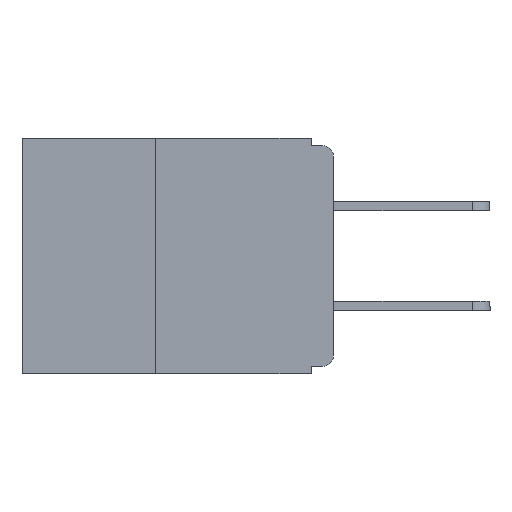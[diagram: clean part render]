
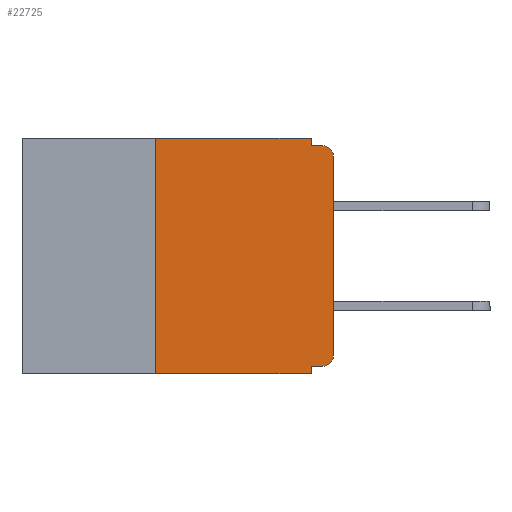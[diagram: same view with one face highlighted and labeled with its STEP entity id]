
A CAD part, left-side view. The second image highlights one B-rep face of the part: STEP entity #22725.
In plain terms, the highlighted planar face has unit normal (-1, 0, 0).
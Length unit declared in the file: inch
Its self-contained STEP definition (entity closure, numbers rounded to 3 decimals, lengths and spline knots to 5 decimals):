
#132 = CIRCLE ( 'NONE', #9871, 0.015 ) ;
#139 = EDGE_LOOP ( 'NONE', ( #12294, #23151, #23824, #21027, #6727, #9449, #1692, #1166, #3815, #7404 ) ) ;
#156 = CARTESIAN_POINT ( 'NONE',  ( 0., 0.25, 0. ) ) ;
#259 = CARTESIAN_POINT ( 'NONE',  ( 0., 0.031, -0.33 ) ) ;
#604 = DIRECTION ( 'NONE',  ( 0., -1., 0. ) ) ;
#816 = VECTOR ( 'NONE', #6079, 39.37008 ) ;
#1017 = VERTEX_POINT ( 'NONE', #23767 ) ;
#1046 = AXIS2_PLACEMENT_3D ( 'NONE', #7035, #24442, #12992 ) ;
#1166 = ORIENTED_EDGE ( 'NONE', *, *, #13028, .F. ) ;
#1188 = EDGE_CURVE ( 'NONE', #23013, #7807, #3607, .T. ) ;
#1307 = VERTEX_POINT ( 'NONE', #17522 ) ;
#1692 = ORIENTED_EDGE ( 'NONE', *, *, #19867, .T. ) ;
#2429 = DIRECTION ( 'NONE',  ( 0., 0., -1. ) ) ;
#2635 = VERTEX_POINT ( 'NONE', #14180 ) ;
#3607 = LINE ( 'NONE', #9074, #13573 ) ;
#3815 = ORIENTED_EDGE ( 'NONE', *, *, #5085, .F. ) ;
#4588 = CARTESIAN_POINT ( 'NONE',  ( 0., 0.031, -0.01 ) ) ;
#4687 = LINE ( 'NONE', #21515, #9330 ) ;
#5085 = EDGE_CURVE ( 'NONE', #19335, #12253, #6238, .T. ) ;
#5537 = CIRCLE ( 'NONE', #19672, 0.015 ) ;
#5960 = CARTESIAN_POINT ( 'NONE',  ( 0., 0., 0. ) ) ;
#5979 = CARTESIAN_POINT ( 'NONE',  ( 0., 0., -0.32 ) ) ;
#6079 = DIRECTION ( 'NONE',  ( 0., 1., 0. ) ) ;
#6238 = LINE ( 'NONE', #5979, #816 ) ;
#6297 = EDGE_CURVE ( 'NONE', #1017, #1307, #132, .T. ) ;
#6561 = VECTOR ( 'NONE', #13503, 39.37008 ) ;
#6727 = ORIENTED_EDGE ( 'NONE', *, *, #19598, .F. ) ;
#7035 = CARTESIAN_POINT ( 'NONE',  ( 0., 0.437, 0. ) ) ;
#7190 = LINE ( 'NONE', #9517, #6561 ) ;
#7404 = ORIENTED_EDGE ( 'NONE', *, *, #20644, .T. ) ;
#7755 = DIRECTION ( 'NONE',  ( 0., 0., -1. ) ) ;
#7791 = CARTESIAN_POINT ( 'NONE',  ( 0., 0.015, -0.32 ) ) ;
#7802 = EDGE_CURVE ( 'NONE', #2635, #9007, #18155, .T. ) ;
#7807 = VERTEX_POINT ( 'NONE', #4588 ) ;
#8177 = CARTESIAN_POINT ( 'NONE',  ( 0., 0., -0.305 ) ) ;
#8443 = LINE ( 'NONE', #5960, #18281 ) ;
#8484 = DIRECTION ( 'NONE',  ( 0., 0., 1. ) ) ;
#9007 = VERTEX_POINT ( 'NONE', #156 ) ;
#9074 = CARTESIAN_POINT ( 'NONE',  ( 0., 0.031, 0. ) ) ;
#9330 = VECTOR ( 'NONE', #25233, 39.37008 ) ;
#9449 = ORIENTED_EDGE ( 'NONE', *, *, #7802, .F. ) ;
#9517 = CARTESIAN_POINT ( 'NONE',  ( 0., 0.437, -0.33 ) ) ;
#9871 = AXIS2_PLACEMENT_3D ( 'NONE', #19120, #19054, #19048 ) ;
#9897 = DIRECTION ( 'NONE',  ( -1., 0., 0. ) ) ;
#11020 = PLANE ( 'NONE',  #1046 ) ;
#12253 = VERTEX_POINT ( 'NONE', #13475 ) ;
#12294 = ORIENTED_EDGE ( 'NONE', *, *, #19375, .T. ) ;
#12772 = VECTOR ( 'NONE', #604, 39.37008 ) ;
#12992 = DIRECTION ( 'NONE',  ( 0., 0., -1. ) ) ;
#13028 = EDGE_CURVE ( 'NONE', #12253, #16714, #24016, .T. ) ;
#13475 = CARTESIAN_POINT ( 'NONE',  ( 0., 0.031, -0.32 ) ) ;
#13503 = DIRECTION ( 'NONE',  ( 0., -1., 0. ) ) ;
#13573 = VECTOR ( 'NONE', #7755, 39.37008 ) ;
#14180 = CARTESIAN_POINT ( 'NONE',  ( 0., 0.25, -0.33 ) ) ;
#16714 = VERTEX_POINT ( 'NONE', #20133 ) ;
#17522 = CARTESIAN_POINT ( 'NONE',  ( 0., 0.015, -0.01 ) ) ;
#17946 = LINE ( 'NONE', #24127, #12772 ) ;
#18155 = LINE ( 'NONE', #20251, #22630 ) ;
#18281 = VECTOR ( 'NONE', #19679, 39.37008 ) ;
#18585 = VERTEX_POINT ( 'NONE', #8177 ) ;
#19048 = DIRECTION ( 'NONE',  ( 0., 0., -1. ) ) ;
#19051 = VECTOR ( 'NONE', #2429, 39.37008 ) ;
#19054 = DIRECTION ( 'NONE',  ( -1., 0., 0. ) ) ;
#19120 = CARTESIAN_POINT ( 'NONE',  ( 0., 0.015, -0.025 ) ) ;
#19335 = VERTEX_POINT ( 'NONE', #7791 ) ;
#19375 = EDGE_CURVE ( 'NONE', #18585, #1017, #8443, .T. ) ;
#19598 = EDGE_CURVE ( 'NONE', #9007, #23013, #17946, .T. ) ;
#19672 = AXIS2_PLACEMENT_3D ( 'NONE', #21560, #9897, #23420 ) ;
#19679 = DIRECTION ( 'NONE',  ( 0., 0., 1. ) ) ;
#19867 = EDGE_CURVE ( 'NONE', #2635, #16714, #7190, .T. ) ;
#19980 = EDGE_CURVE ( 'NONE', #7807, #1307, #4687, .T. ) ;
#20133 = CARTESIAN_POINT ( 'NONE',  ( 0., 0.031, -0.33 ) ) ;
#20251 = CARTESIAN_POINT ( 'NONE',  ( 0., 0.25, -0.33 ) ) ;
#20644 = EDGE_CURVE ( 'NONE', #19335, #18585, #5537, .T. ) ;
#20901 = FACE_OUTER_BOUND ( 'NONE', #139, .T. ) ;
#21027 = ORIENTED_EDGE ( 'NONE', *, *, #1188, .F. ) ;
#21515 = CARTESIAN_POINT ( 'NONE',  ( 0., 0., -0.01 ) ) ;
#21560 = CARTESIAN_POINT ( 'NONE',  ( 0., 0.015, -0.305 ) ) ;
#22630 = VECTOR ( 'NONE', #8484, 39.37008 ) ;
#22725 = ADVANCED_FACE ( 'NONE', ( #20901 ), #11020, .F. ) ;
#23013 = VERTEX_POINT ( 'NONE', #23364 ) ;
#23151 = ORIENTED_EDGE ( 'NONE', *, *, #6297, .T. ) ;
#23364 = CARTESIAN_POINT ( 'NONE',  ( 0., 0.031, 0. ) ) ;
#23420 = DIRECTION ( 'NONE',  ( 0., 0., -1. ) ) ;
#23767 = CARTESIAN_POINT ( 'NONE',  ( 0., 0., -0.025 ) ) ;
#23824 = ORIENTED_EDGE ( 'NONE', *, *, #19980, .F. ) ;
#24016 = LINE ( 'NONE', #259, #19051 ) ;
#24127 = CARTESIAN_POINT ( 'NONE',  ( 0., 0.437, 0. ) ) ;
#24442 = DIRECTION ( 'NONE',  ( 1., 0., 0. ) ) ;
#25233 = DIRECTION ( 'NONE',  ( 0., -1., 0. ) ) ;
